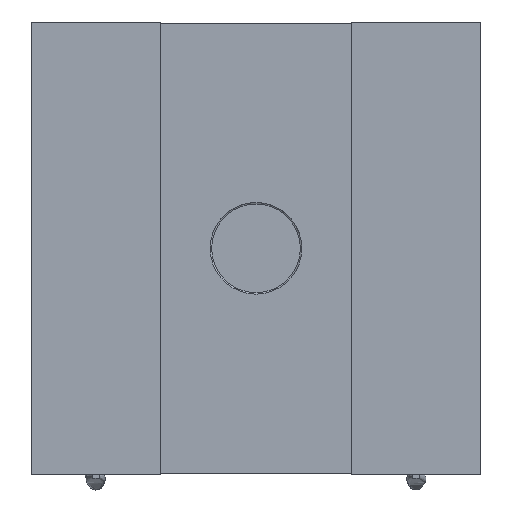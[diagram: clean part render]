
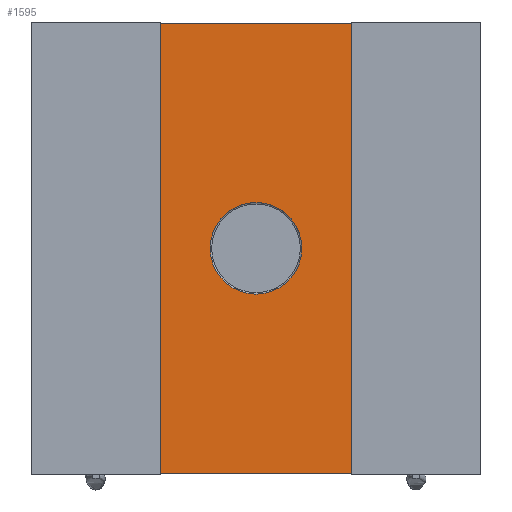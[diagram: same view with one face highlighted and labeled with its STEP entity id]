
A CAD part, top view. The second image highlights one B-rep face of the part: STEP entity #1595.
In plain terms, the highlighted planar face has unit normal (0, 0, 1).
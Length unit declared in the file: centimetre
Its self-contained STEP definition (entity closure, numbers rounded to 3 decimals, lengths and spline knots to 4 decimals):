
#48=PLANE('',#1978);
#99=LINE('',#3854,#227);
#103=LINE('',#3863,#231);
#105=LINE('',#3869,#233);
#106=LINE('',#3870,#234);
#227=VECTOR('',#2213,100.);
#231=VECTOR('',#2219,100.);
#233=VECTOR('',#2225,100.);
#234=VECTOR('',#2226,100.);
#440=CIRCLE('',#1979,0.0301);
#589=ORIENTED_EDGE('',*,*,#979,.T.);
#590=ORIENTED_EDGE('',*,*,#980,.T.);
#591=ORIENTED_EDGE('',*,*,#973,.T.);
#592=ORIENTED_EDGE('',*,*,#981,.F.);
#593=ORIENTED_EDGE('',*,*,#977,.T.);
#973=EDGE_CURVE('',#1193,#1192,#99,.T.);
#977=EDGE_CURVE('',#1197,#1196,#103,.T.);
#979=EDGE_CURVE('',#1198,#1198,#440,.T.);
#980=EDGE_CURVE('',#1196,#1193,#105,.T.);
#981=EDGE_CURVE('',#1197,#1192,#106,.T.);
#1192=VERTEX_POINT('',#3853);
#1193=VERTEX_POINT('',#3855);
#1196=VERTEX_POINT('',#3862);
#1197=VERTEX_POINT('',#3864);
#1198=VERTEX_POINT('',#3868);
#1359=EDGE_LOOP('',(#589));
#1360=EDGE_LOOP('',(#590,#591,#592,#593));
#1483=FACE_BOUND('',#1359,.T.);
#1484=FACE_BOUND('',#1360,.T.);
#1595=ADVANCED_FACE('',(#1483,#1484),#48,.T.);
#1978=AXIS2_PLACEMENT_3D('',#3866,#2221,#2222);
#1979=AXIS2_PLACEMENT_3D('',#3867,#2223,#2224);
#2213=DIRECTION('',(-1.,0.,0.));
#2219=DIRECTION('',(1.,0.,0.));
#2221=DIRECTION('',(0.,0.,1.));
#2222=DIRECTION('',(1.,0.,0.));
#2223=DIRECTION('',(0.,0.,-1.));
#2224=DIRECTION('',(0.,1.,0.));
#2225=DIRECTION('',(0.,1.,0.));
#2226=DIRECTION('',(0.,1.,0.));
#3853=CARTESIAN_POINT('',(-0.0625,0.1475,0.066));
#3854=CARTESIAN_POINT('',(0.1475,0.1475,0.066));
#3855=CARTESIAN_POINT('',(0.0625,0.1475,0.066));
#3862=CARTESIAN_POINT('',(0.0625,-0.1475,0.066));
#3863=CARTESIAN_POINT('',(-0.1475,-0.1475,0.066));
#3864=CARTESIAN_POINT('',(-0.0625,-0.1475,0.066));
#3866=CARTESIAN_POINT('',(0.,0.,0.066));
#3867=CARTESIAN_POINT('',(0.,0.,0.066));
#3868=CARTESIAN_POINT('',(0.,0.0301,0.066));
#3869=CARTESIAN_POINT('',(0.0625,-0.1475,0.066));
#3870=CARTESIAN_POINT('',(-0.0625,-0.1475,0.066));
